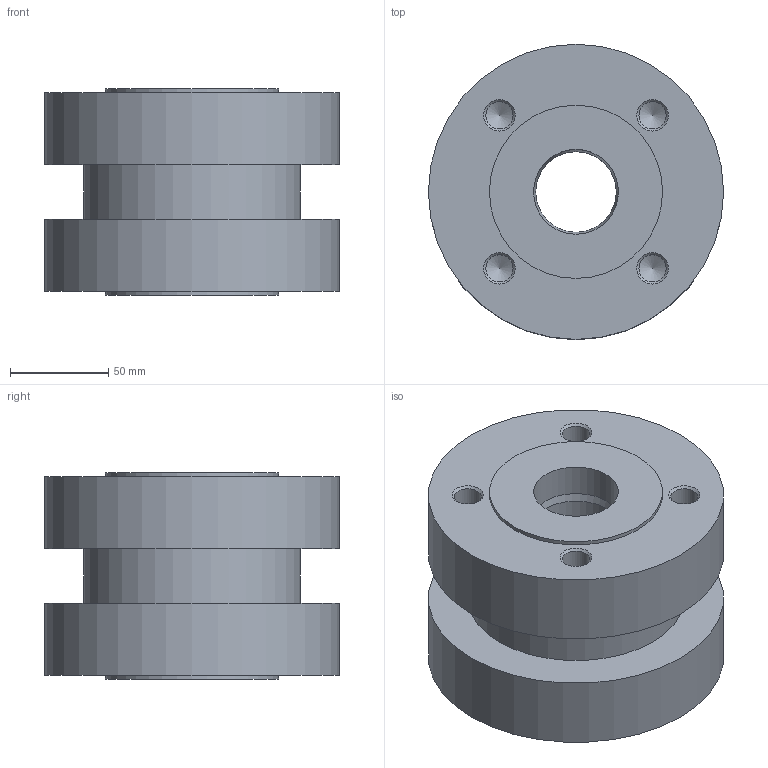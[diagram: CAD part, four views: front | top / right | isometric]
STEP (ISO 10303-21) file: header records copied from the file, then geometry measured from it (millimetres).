
FILE_DESCRIPTION(/* description */ ('STEP AP203'),/* implementation_level */ '2;1');
FILE_NAME(/* name */ 'Swivel Joint DGN-F 40',/* time_stamp */ '2024-11-08T11:59:42+01:00',/* author */ ('License CC BY-ND 4.0'),/* organization */ ('CADENAS'),/* preprocessor_version */ 'ST-DEVELOPER v19.3',/* originating_system */ 'PARTsolutions',/* authorisation */ ' ');
FILE_SCHEMA (('CONFIG_CONTROL_DESIGN'));
Length unit declared in the file: millimetre
Products named in the file (1): Rohrdrehgelenk DGN-F 40
Bounding box: 150 x 150 x 105 mm (x, y, z)
Volume: 1407808.2 mm3; surface area: 117631.1 mm2
Topology: 1 solids, 1 shells, 43 faces, 90 edges, 55 vertices
Faces by surface type: cylinder 17, cone 17, plane 8, torus 1
Full cylindrical faces by diameter (mm): 13.835 x8, 41 x2, 43.1 x2, 88 x2, 110 x1, 150 x2
Entity records: 1225 total; most frequent: DIRECTION 174, CARTESIAN_POINT 138, FACE_BOUND 94, AXIS2_PLACEMENT_3D 87, ORIENTED_EDGE 86, EDGE_LOOP 86, VERTEX_POINT 51, EDGE_CURVE 43
